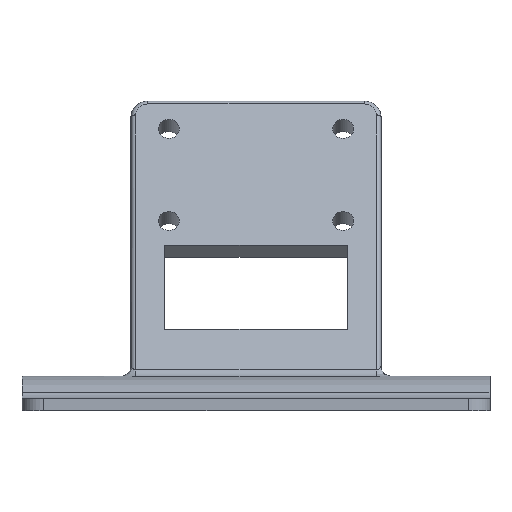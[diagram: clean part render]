
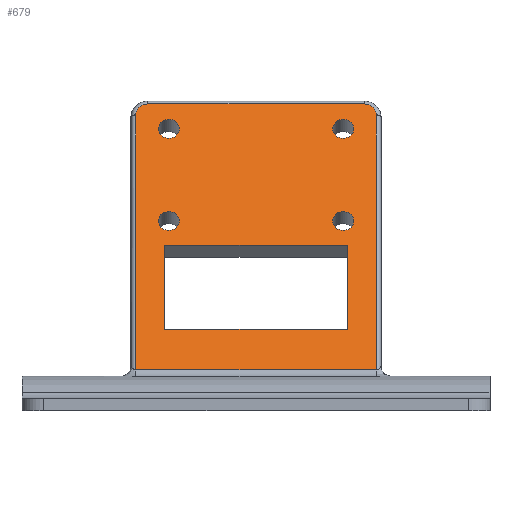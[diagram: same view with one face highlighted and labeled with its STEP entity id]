
A CAD part, front view. The second image highlights one B-rep face of the part: STEP entity #679.
In plain terms, the highlighted planar face has unit normal (0, -0.906, 0.423).
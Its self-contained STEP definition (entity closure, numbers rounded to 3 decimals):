
#373=CARTESIAN_POINT('',(64.904,7.401,-24.83));
#374=VERTEX_POINT('',#373);
#546=CARTESIAN_POINT('',(46.254,12.755,-13.349));
#547=DIRECTION('',(0.,0.906,-0.423));
#548=DIRECTION('',(0.,0.423,0.906));
#549=AXIS2_PLACEMENT_3D('',#546,#547,#548);
#550=PLANE('',#549);
#551=CARTESIAN_POINT('',(39.204,15.46,-7.546));
#552=VERTEX_POINT('',#551);
#553=CARTESIAN_POINT('',(39.204,16.01,-6.368));
#554=DIRECTION('',(0.,-0.906,0.423));
#555=DIRECTION('',(0.,-0.423,-0.906));
#556=AXIS2_PLACEMENT_3D('',#553,#554,#555);
#557=CIRCLE('',#556,1.3);
#558=EDGE_CURVE('',#552,#552,#557,.T.);
#559=ORIENTED_EDGE('',*,*,#558,.F.);
#560=EDGE_LOOP('',(#559));
#561=FACE_BOUND('',#560,.T.);
#562=CARTESIAN_POINT('',(39.204,20.785,3.873));
#563=VERTEX_POINT('',#562);
#564=CARTESIAN_POINT('',(39.204,21.335,5.051));
#565=DIRECTION('',(0.,-0.906,0.423));
#566=DIRECTION('',(0.,-0.423,-0.906));
#567=AXIS2_PLACEMENT_3D('',#564,#565,#566);
#568=CIRCLE('',#567,1.3);
#569=EDGE_CURVE('',#563,#563,#568,.T.);
#570=ORIENTED_EDGE('',*,*,#569,.F.);
#571=EDGE_LOOP('',(#570));
#572=FACE_BOUND('',#571,.T.);
#573=CARTESIAN_POINT('',(60.804,15.46,-7.546));
#574=VERTEX_POINT('',#573);
#575=CARTESIAN_POINT('',(60.804,16.01,-6.368));
#576=DIRECTION('',(0.,-0.906,0.423));
#577=DIRECTION('',(0.,-0.423,-0.906));
#578=AXIS2_PLACEMENT_3D('',#575,#576,#577);
#579=CIRCLE('',#578,1.3);
#580=EDGE_CURVE('',#574,#574,#579,.T.);
#581=ORIENTED_EDGE('',*,*,#580,.F.);
#582=EDGE_LOOP('',(#581));
#583=FACE_BOUND('',#582,.T.);
#584=CARTESIAN_POINT('',(60.804,20.785,3.873));
#585=VERTEX_POINT('',#584);
#586=CARTESIAN_POINT('',(60.804,21.335,5.051));
#587=DIRECTION('',(0.,-0.906,0.423));
#588=DIRECTION('',(0.,-0.423,-0.906));
#589=AXIS2_PLACEMENT_3D('',#586,#587,#588);
#590=CIRCLE('',#589,1.3);
#591=EDGE_CURVE('',#585,#585,#590,.T.);
#592=ORIENTED_EDGE('',*,*,#591,.F.);
#593=EDGE_LOOP('',(#592));
#594=FACE_BOUND('',#593,.T.);
#595=CARTESIAN_POINT('',(35.104,22.137,6.771));
#596=VERTEX_POINT('',#595);
#597=CARTESIAN_POINT('',(35.104,7.401,-24.83));
#598=VERTEX_POINT('',#597);
#599=CARTESIAN_POINT('',(35.104,22.137,6.771));
#600=DIRECTION('',(0.,-0.423,-0.906));
#601=VECTOR('',#600,34.867);
#602=LINE('',#599,#601);
#603=EDGE_CURVE('',#596,#598,#602,.T.);
#604=ORIENTED_EDGE('',*,*,#603,.T.);
#605=CARTESIAN_POINT('',(35.104,7.401,-24.83));
#606=DIRECTION('',(1.,0.,-0.));
#607=VECTOR('',#606,29.8);
#608=LINE('',#605,#607);
#609=EDGE_CURVE('',#598,#374,#608,.T.);
#610=ORIENTED_EDGE('',*,*,#609,.T.);
#611=CARTESIAN_POINT('',(64.904,22.137,6.771));
#612=VERTEX_POINT('',#611);
#613=CARTESIAN_POINT('',(64.904,7.401,-24.83));
#614=DIRECTION('',(-0.,0.423,0.906));
#615=VECTOR('',#614,34.867);
#616=LINE('',#613,#615);
#617=EDGE_CURVE('',#374,#612,#616,.T.);
#618=ORIENTED_EDGE('',*,*,#617,.T.);
#619=CARTESIAN_POINT('',(63.404,22.771,8.13));
#620=VERTEX_POINT('',#619);
#621=CARTESIAN_POINT('',(63.404,22.137,6.771));
#622=DIRECTION('',(-0.,-0.906,0.423));
#623=DIRECTION('',(0.,0.423,0.906));
#624=AXIS2_PLACEMENT_3D('',#621,#622,#623);
#625=CIRCLE('',#624,1.5);
#626=EDGE_CURVE('',#612,#620,#625,.T.);
#627=ORIENTED_EDGE('',*,*,#626,.T.);
#628=CARTESIAN_POINT('',(36.604,22.771,8.13));
#629=VERTEX_POINT('',#628);
#630=CARTESIAN_POINT('',(63.404,22.771,8.13));
#631=DIRECTION('',(-1.,-0.,0.));
#632=VECTOR('',#631,26.8);
#633=LINE('',#630,#632);
#634=EDGE_CURVE('',#620,#629,#633,.T.);
#635=ORIENTED_EDGE('',*,*,#634,.T.);
#636=CARTESIAN_POINT('',(36.604,22.137,6.771));
#637=DIRECTION('',(-0.,-0.906,0.423));
#638=DIRECTION('',(0.,0.423,0.906));
#639=AXIS2_PLACEMENT_3D('',#636,#637,#638);
#640=CIRCLE('',#639,1.5);
#641=EDGE_CURVE('',#629,#596,#640,.T.);
#642=ORIENTED_EDGE('',*,*,#641,.T.);
#643=EDGE_LOOP('',(#604,#610,#618,#627,#635,#642));
#644=FACE_BOUND('',#643,.T.);
#645=CARTESIAN_POINT('',(38.704,14.614,-9.361));
#646=VERTEX_POINT('',#645);
#647=CARTESIAN_POINT('',(61.304,14.614,-9.361));
#648=VERTEX_POINT('',#647);
#649=CARTESIAN_POINT('',(38.704,14.614,-9.361));
#650=DIRECTION('',(1.,0.,-0.));
#651=VECTOR('',#650,22.6);
#652=LINE('',#649,#651);
#653=EDGE_CURVE('',#646,#648,#652,.T.);
#654=ORIENTED_EDGE('',*,*,#653,.T.);
#655=CARTESIAN_POINT('',(61.304,9.754,-19.784));
#656=VERTEX_POINT('',#655);
#657=CARTESIAN_POINT('',(61.304,14.614,-9.361));
#658=DIRECTION('',(0.,-0.423,-0.906));
#659=VECTOR('',#658,11.5);
#660=LINE('',#657,#659);
#661=EDGE_CURVE('',#648,#656,#660,.T.);
#662=ORIENTED_EDGE('',*,*,#661,.T.);
#663=CARTESIAN_POINT('',(38.704,9.754,-19.784));
#664=VERTEX_POINT('',#663);
#665=CARTESIAN_POINT('',(61.304,9.754,-19.784));
#666=DIRECTION('',(-1.,0.,0.));
#667=VECTOR('',#666,22.6);
#668=LINE('',#665,#667);
#669=EDGE_CURVE('',#656,#664,#668,.T.);
#670=ORIENTED_EDGE('',*,*,#669,.T.);
#671=CARTESIAN_POINT('',(38.704,9.754,-19.784));
#672=DIRECTION('',(0.,0.423,0.906));
#673=VECTOR('',#672,11.5);
#674=LINE('',#671,#673);
#675=EDGE_CURVE('',#664,#646,#674,.T.);
#676=ORIENTED_EDGE('',*,*,#675,.T.);
#677=EDGE_LOOP('',(#654,#662,#670,#676));
#678=FACE_BOUND('',#677,.T.);
#679=ADVANCED_FACE('',(#561,#572,#583,#594,#644,#678),#550,.F.);
